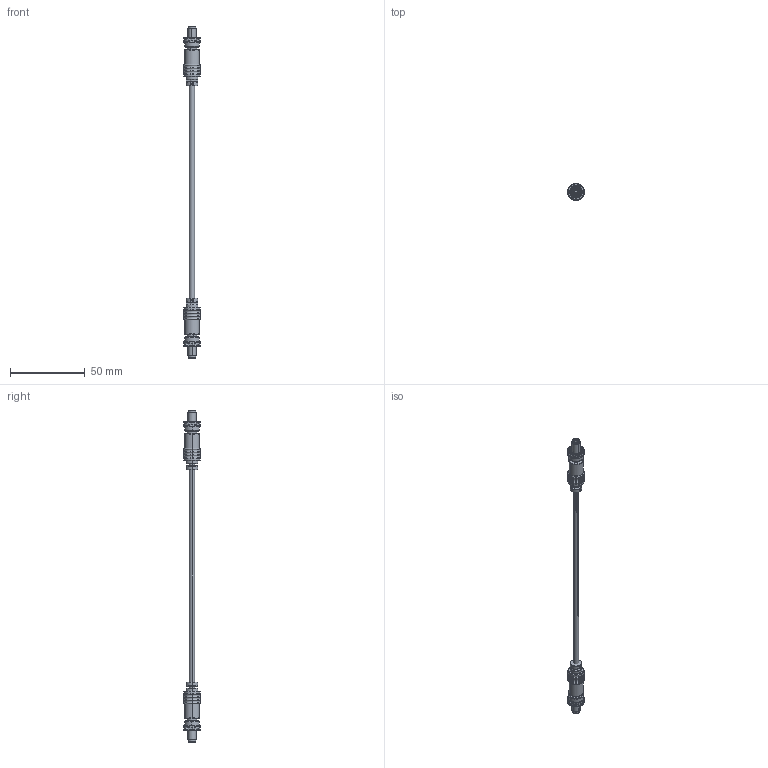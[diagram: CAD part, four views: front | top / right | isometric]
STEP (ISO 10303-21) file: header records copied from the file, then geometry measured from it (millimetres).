
FILE_DESCRIPTION (( 'STEP AP203' ), '1' );
FILE_NAME ('10-00117.step', '2016-09-15T23:32:02', ( '' ), ( '' ), 'SwSTEP 2.0', 'SolidWorks 2015', '' );
FILE_SCHEMA (( 'CONFIG_CONTROL_DESIGN' ));
Length unit declared in the file: millimetre
Products named in the file (10): 50-00011 shell; 50-00011 insulator; 50-00011 pin; 10-00117; 50-00011; 50-00011 locking ring; 30-00004_blunt cut; 50-00011 interior shell; 50-00011 shell 2; 24-00016
Assembly tree (11 placements, depth 3):
  10-00117
    30-00004_blunt cut
    24-00016  x2
    50-00011  x2
      50-00011 insulator
      50-00011 interior shell
      50-00011 locking ring
      50-00011 pin
      50-00011 shell 2
      50-00011 shell
Bounding box: 11 x 11 x 221.6 mm (x, y, z)
Volume: 6149.6 mm3; surface area: 18735.2 mm2
Topology: 98 solids, 98 shells, 2944 faces, 6472 edges, 3768 vertices
Faces by surface type: bspline 1278, plane 862, cylinder 642, torus 116, cone 46
Entity records: 65519 total; most frequent: CARTESIAN_POINT 34819, ORIENTED_EDGE 6984, DIRECTION 4245, EDGE_CURVE 3492, VERTEX_POINT 2056, B_SPLINE_CURVE_WITH_KNOTS 1993, AXIS2_PLACEMENT_3D 1728, EDGE_LOOP 1680
